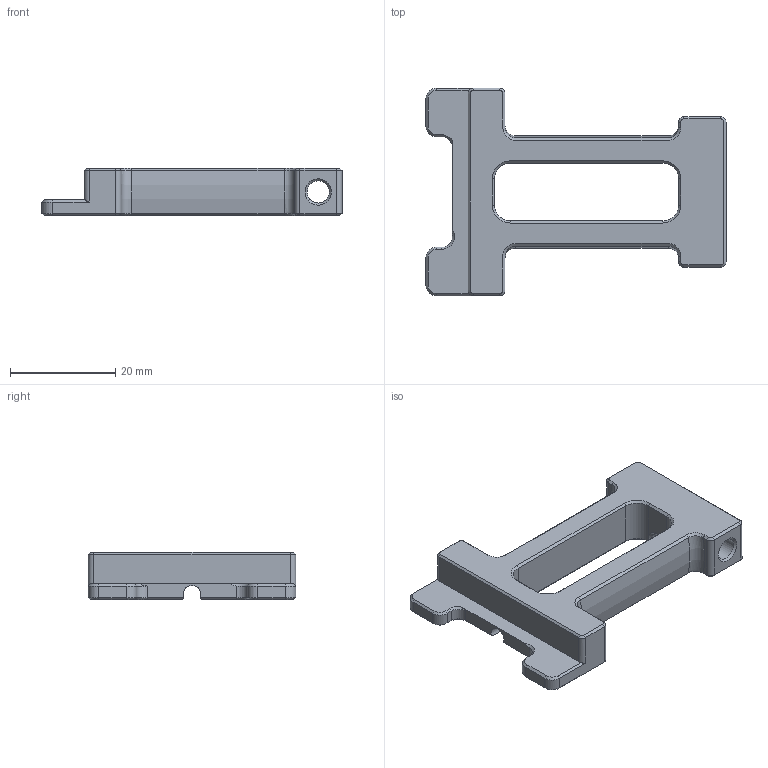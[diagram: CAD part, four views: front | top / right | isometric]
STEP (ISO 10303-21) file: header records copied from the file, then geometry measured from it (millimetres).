
FILE_DESCRIPTION(/* description */ (''),/* implementation_level */ '2;1');
FILE_NAME(/* name */ 'V0_reverse_bowden_mount.step',/* time_stamp */ '2020-11-05T20:33:05-05:00',/* author */ (''),/* organization */ (''),/* preprocessor_version */ 'ST-DEVELOPER v18.1',/* originating_system */ 'Autodesk Translation Framework v9.3.0.1241',/* authorisation */ '');
FILE_SCHEMA (('AUTOMOTIVE_DESIGN { 1 0 10303 214 3 1 1 }'));
Length unit declared in the file: millimetre
Products named in the file (2): V0_reverse_bowden_mount; Reverse Bowden Mount
Assembly tree (1 placements, depth 2):
  V0_reverse_bowden_mount
    Reverse Bowden Mount
Bounding box: 57 x 39.4 x 9 mm (x, y, z)
Volume: 7682.8 mm3; surface area: 4819 mm2
Topology: 1 solids, 1 shells, 156 faces, 386 edges, 231 vertices
Faces by surface type: plane 73, cone 37, cylinder 25, bspline 17, torus 4
Full cylindrical faces by diameter (mm): 4.2 x1
Entity records: 5588 total; most frequent: CARTESIAN_POINT 1960, ORIENTED_EDGE 772, DIRECTION 710, EDGE_CURVE 386, LINE 242, VECTOR 242, AXIS2_PLACEMENT_3D 234, VERTEX_POINT 231
